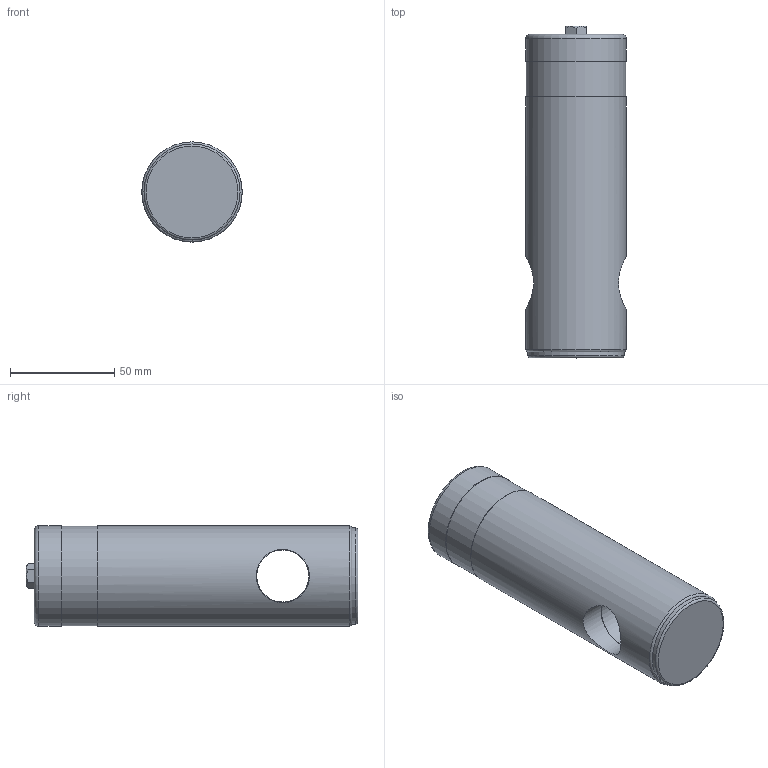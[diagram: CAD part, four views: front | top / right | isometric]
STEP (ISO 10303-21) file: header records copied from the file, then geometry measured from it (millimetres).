
FILE_DESCRIPTION(/* description */ ('STEP AP214'),/* implementation_level */ '2;1');
FILE_NAME(/* name */ '178460_KP-25-5000',/* time_stamp */ '2024-08-28T13:07:14+02:00',/* author */ ('License CC BY-ND 4.0'),/* organization */ ('CADENAS'),/* preprocessor_version */ 'ST-DEVELOPER v19.3',/* originating_system */ 'PARTsolutions',/* authorisation */ ' ');
FILE_SCHEMA (('AUTOMOTIVE_DESIGN {1 0 10303 214 3 1 1}'));
Length unit declared in the file: millimetre
Products named in the file (3): 178460 KP-25-5000; 178460 KP-25-5000---(P); G1/8x29
Assembly tree (2 placements, depth 2):
  178460 KP-25-5000
    178460 KP-25-5000---(P)
    G1/8x29
Bounding box: 48 x 159 x 48 mm (x, y, z)
Volume: 256671.4 mm3; surface area: 31288.6 mm2
Topology: 2 solids, 2 shells, 37 faces, 67 edges, 42 vertices
Faces by surface type: plane 18, cylinder 11, torus 5, cone 3
Full cylindrical faces by diameter (mm): 8 x1, 8.566 x1, 9.728 x1, 16 x1, 25 x1, 25.5 x2, 46 x1, 47.5 x1, 48 x2
Entity records: 940 total; most frequent: CARTESIAN_POINT 204, DIRECTION 146, ORIENTED_EDGE 94, AXIS2_PLACEMENT_3D 67, EDGE_LOOP 66, FACE_BOUND 66, EDGE_CURVE 47, VERTEX_POINT 41
